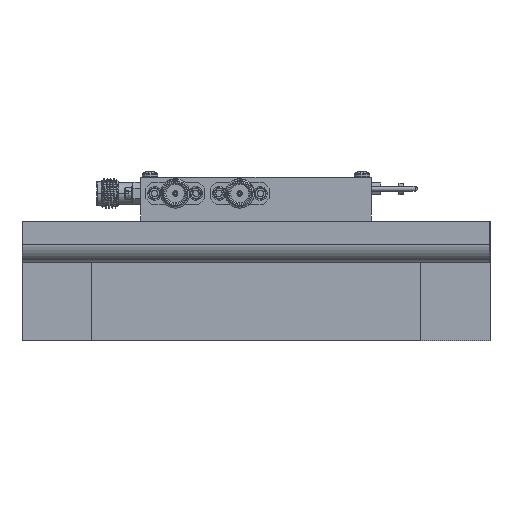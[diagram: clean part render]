
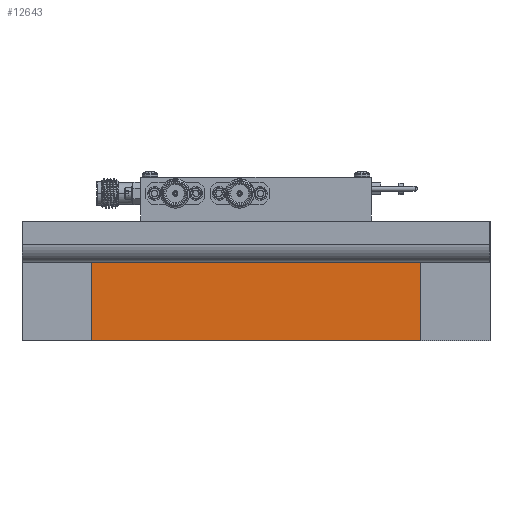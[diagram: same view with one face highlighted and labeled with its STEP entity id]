
A CAD part, left-side view. The second image highlights one B-rep face of the part: STEP entity #12643.
In plain terms, the highlighted planar face has unit normal (-1, 0, 0).
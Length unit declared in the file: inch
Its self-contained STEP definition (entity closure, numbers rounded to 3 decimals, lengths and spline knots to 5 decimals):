
#3337 = DIRECTION ( 'NONE',  ( 0., 0., -1. ) ) ;
#9483 = FACE_OUTER_BOUND ( 'NONE', #31076, .T. ) ;
#10702 = LINE ( 'NONE', #83434, #46396 ) ;
#11066 = CARTESIAN_POINT ( 'NONE',  ( -3.1372, 1.40748, -0.61024 ) ) ;
#12643 = ADVANCED_FACE ( 'NONE', ( #9483 ), #68512, .F. ) ;
#14297 = EDGE_CURVE ( 'NONE', #59304, #19594, #44063, .T. ) ;
#14385 = ORIENTED_EDGE ( 'NONE', *, *, #14297, .T. ) ;
#18915 = VECTOR ( 'NONE', #101498, 39.37008 ) ;
#19103 = ORIENTED_EDGE ( 'NONE', *, *, #89427, .T. ) ;
#19594 = VERTEX_POINT ( 'NONE', #11066 ) ;
#20720 = VECTOR ( 'NONE', #89968, 39.37008 ) ;
#22759 = CARTESIAN_POINT ( 'NONE',  ( -3.1372, -1.99803, -0.61024 ) ) ;
#26291 = CARTESIAN_POINT ( 'NONE',  ( -3.1372, -1.99803, -0.61024 ) ) ;
#31076 = EDGE_LOOP ( 'NONE', ( #14385, #54307, #33558, #19103 ) ) ;
#33558 = ORIENTED_EDGE ( 'NONE', *, *, #98920, .F. ) ;
#41453 = CARTESIAN_POINT ( 'NONE',  ( -3.1372, 1.40748, -1.39764 ) ) ;
#44063 = LINE ( 'NONE', #26291, #20720 ) ;
#45542 = AXIS2_PLACEMENT_3D ( 'NONE', #22759, #100549, #69890 ) ;
#45737 = CARTESIAN_POINT ( 'NONE',  ( -3.1372, -1.40748, -0.61024 ) ) ;
#46396 = VECTOR ( 'NONE', #58692, 39.37008 ) ;
#47162 = LINE ( 'NONE', #45737, #18915 ) ;
#51086 = CARTESIAN_POINT ( 'NONE',  ( -3.1372, -1.40748, -1.39764 ) ) ;
#53213 = VECTOR ( 'NONE', #3337, 39.37008 ) ;
#54307 = ORIENTED_EDGE ( 'NONE', *, *, #94696, .T. ) ;
#54705 = CARTESIAN_POINT ( 'NONE',  ( -3.1372, -1.40748, -0.61024 ) ) ;
#58692 = DIRECTION ( 'NONE',  ( 0., 1., 0. ) ) ;
#59304 = VERTEX_POINT ( 'NONE', #54705 ) ;
#68512 = PLANE ( 'NONE',  #45542 ) ;
#69523 = VERTEX_POINT ( 'NONE', #41453 ) ;
#69890 = DIRECTION ( 'NONE',  ( 0., 0., 1. ) ) ;
#72533 = VERTEX_POINT ( 'NONE', #51086 ) ;
#74464 = CARTESIAN_POINT ( 'NONE',  ( -3.1372, 1.40748, -0.61024 ) ) ;
#83434 = CARTESIAN_POINT ( 'NONE',  ( -3.1372, -1.99803, -1.39764 ) ) ;
#89427 = EDGE_CURVE ( 'NONE', #72533, #59304, #47162, .T. ) ;
#89968 = DIRECTION ( 'NONE',  ( 0., 1., 0. ) ) ;
#94696 = EDGE_CURVE ( 'NONE', #19594, #69523, #97555, .T. ) ;
#97555 = LINE ( 'NONE', #74464, #53213 ) ;
#98920 = EDGE_CURVE ( 'NONE', #72533, #69523, #10702, .T. ) ;
#100549 = DIRECTION ( 'NONE',  ( 1., 0., 0. ) ) ;
#101498 = DIRECTION ( 'NONE',  ( 0., 0., 1. ) ) ;
